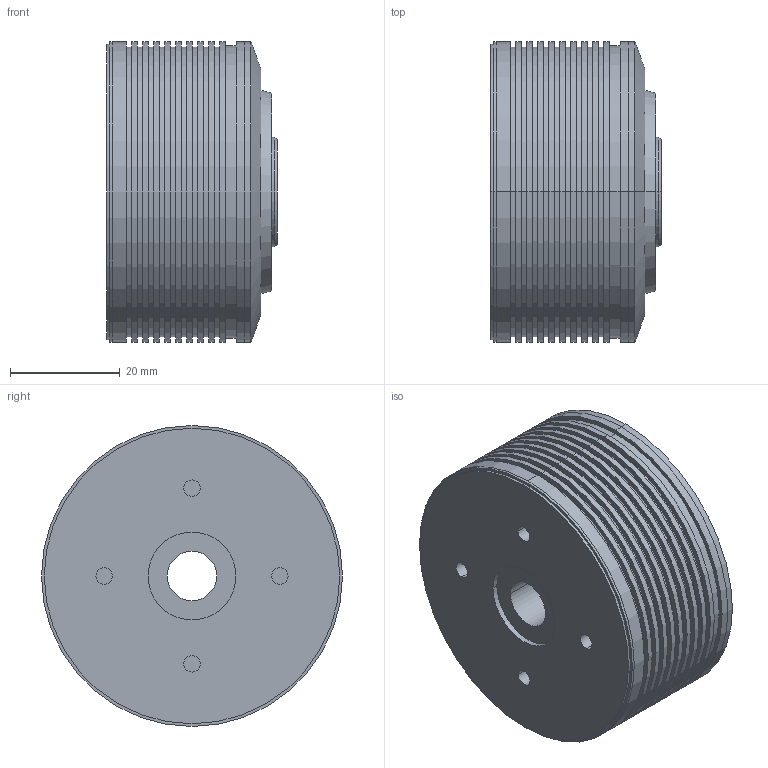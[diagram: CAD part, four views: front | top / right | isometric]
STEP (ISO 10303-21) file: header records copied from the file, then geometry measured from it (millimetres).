
FILE_DESCRIPTION((''),'2;1');
FILE_NAME('G40','2020-09-27T',('Administrator'),(''),'PRO/ENGINEER BY PARAMETRIC TECHNOLOGY CORPORATION, 2013040','PRO/ENGINEER BY PARAMETRIC TECHNOLOGY CORPORATION, 2013040','');
FILE_SCHEMA(('CONFIG_CONTROL_DESIGN'));
Length unit declared in the file: millimetre
Products named in the file (1): G40
Bounding box: 31.1 x 54.8 x 54.8 mm (x, y, z)
Volume: 63596.4 mm3; surface area: 13920.4 mm2
Topology: 1 solids, 1 shells, 113 faces, 226 edges, 148 vertices
Faces by surface type: cylinder 72, plane 35, cone 6
Entity records: 3046 total; most frequent: DIRECTION 600, CARTESIAN_POINT 487, ORIENTED_EDGE 452, AXIS2_PLACEMENT_3D 261, EDGE_CURVE 226, VERTEX_POINT 148, EDGE_LOOP 148, CIRCLE 148
